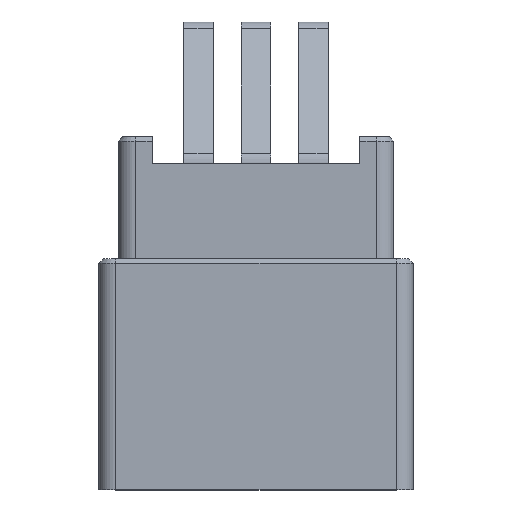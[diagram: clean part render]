
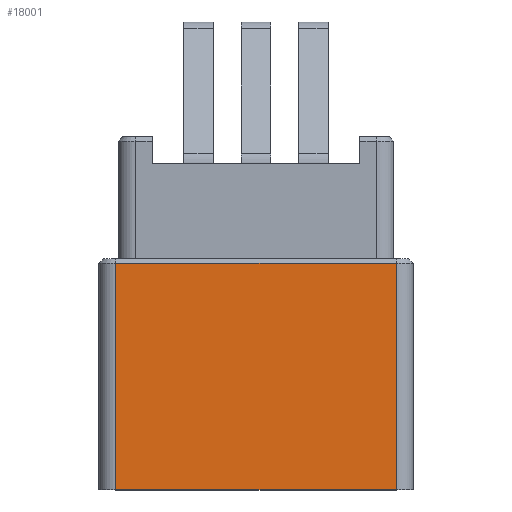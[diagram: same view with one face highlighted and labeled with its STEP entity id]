
A CAD part, top view. The second image highlights one B-rep face of the part: STEP entity #18001.
In plain terms, the highlighted planar face has unit normal (0, 0, 1).
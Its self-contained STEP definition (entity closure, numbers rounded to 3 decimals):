
#284 = LINE ( 'NONE', #9000, #6934 ) ;
#1155 = ORIENTED_EDGE ( 'NONE', *, *, #13994, .T. ) ;
#1304 = EDGE_CURVE ( 'NONE', #28222, #1685, #25102, .T. ) ;
#1685 = VERTEX_POINT ( 'NONE', #17599 ) ;
#2651 = DIRECTION ( 'NONE',  ( 0., 1., 0. ) ) ;
#3275 = ORIENTED_EDGE ( 'NONE', *, *, #1304, .T. ) ;
#4350 = CARTESIAN_POINT ( 'NONE',  ( 6.205, 2.2, 9.25 ) ) ;
#6175 = AXIS2_PLACEMENT_3D ( 'NONE', #17807, #9046, #13056 ) ;
#6934 = VECTOR ( 'NONE', #24682, 1000. ) ;
#8354 = FACE_OUTER_BOUND ( 'NONE', #16861, .T. ) ;
#9000 = CARTESIAN_POINT ( 'NONE',  ( -6.205, -7.8, 9.25 ) ) ;
#9046 = DIRECTION ( 'NONE',  ( 0., 0., 1. ) ) ;
#9514 = LINE ( 'NONE', #26637, #11870 ) ;
#11007 = CARTESIAN_POINT ( 'NONE',  ( -6.205, 2.2, 9.25 ) ) ;
#11870 = VECTOR ( 'NONE', #2651, 1000. ) ;
#13056 = DIRECTION ( 'NONE',  ( 1., 0., 0. ) ) ;
#13321 = LINE ( 'NONE', #17924, #15997 ) ;
#13994 = EDGE_CURVE ( 'NONE', #25668, #17435, #13321, .T. ) ;
#14303 = EDGE_CURVE ( 'NONE', #1685, #25668, #9514, .T. ) ;
#14562 = CARTESIAN_POINT ( 'NONE',  ( -6.955, -7.8, 9.25 ) ) ;
#15997 = VECTOR ( 'NONE', #26708, 1000. ) ;
#16861 = EDGE_LOOP ( 'NONE', ( #21570, #1155, #19700, #3275 ) ) ;
#17435 = VERTEX_POINT ( 'NONE', #11007 ) ;
#17599 = CARTESIAN_POINT ( 'NONE',  ( 6.205, -7.8, 9.25 ) ) ;
#17807 = CARTESIAN_POINT ( 'NONE',  ( 0., 0., 9.25 ) ) ;
#17924 = CARTESIAN_POINT ( 'NONE',  ( -6.205, 2.2, 9.25 ) ) ;
#18001 = ADVANCED_FACE ( 'NONE', ( #8354 ), #23889, .T. ) ;
#18860 = CARTESIAN_POINT ( 'NONE',  ( -6.205, -7.8, 9.25 ) ) ;
#19700 = ORIENTED_EDGE ( 'NONE', *, *, #27917, .T. ) ;
#20812 = DIRECTION ( 'NONE',  ( 1., 0., 0. ) ) ;
#21570 = ORIENTED_EDGE ( 'NONE', *, *, #14303, .T. ) ;
#23889 = PLANE ( 'NONE',  #6175 ) ;
#24564 = VECTOR ( 'NONE', #20812, 1000. ) ;
#24682 = DIRECTION ( 'NONE',  ( 0., -1., 0. ) ) ;
#25102 = LINE ( 'NONE', #14562, #24564 ) ;
#25668 = VERTEX_POINT ( 'NONE', #4350 ) ;
#26637 = CARTESIAN_POINT ( 'NONE',  ( 6.205, 2.4, 9.25 ) ) ;
#26708 = DIRECTION ( 'NONE',  ( -1., 0., 0. ) ) ;
#27917 = EDGE_CURVE ( 'NONE', #17435, #28222, #284, .T. ) ;
#28222 = VERTEX_POINT ( 'NONE', #18860 ) ;
